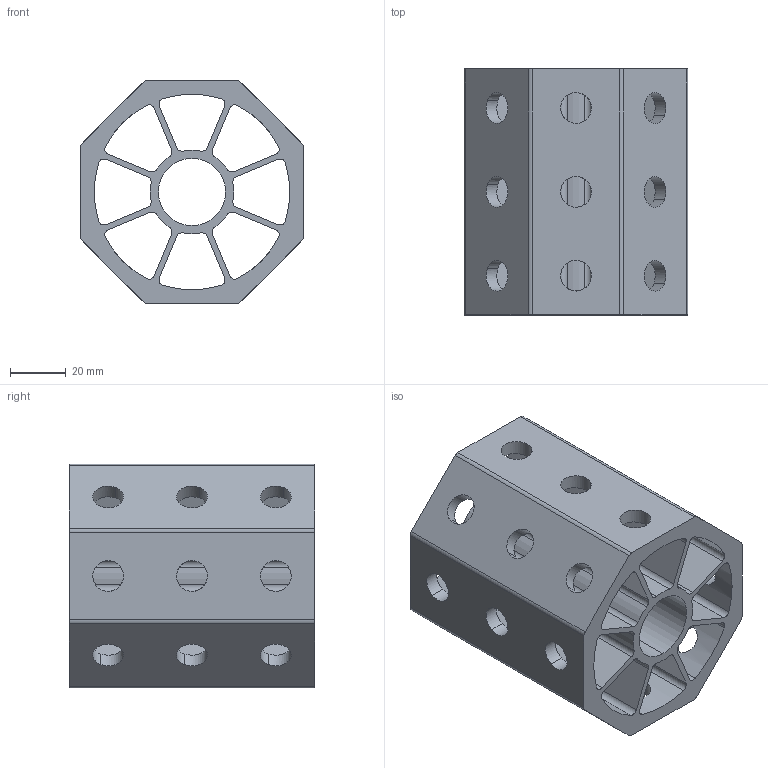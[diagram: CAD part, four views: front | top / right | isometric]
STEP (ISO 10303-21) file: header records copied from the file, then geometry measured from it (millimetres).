
FILE_DESCRIPTION(('CATIA V5 STEP Exchange'),'2;1');
FILE_NAME('AEGT001_SW80_REV.stp','2017-07-05T23:43:02+00:00',('none'),('none'),'CATIA Version 5 Release 21 GA (IN-10)','CATIA V5 STEP AP203','none');
FILE_SCHEMA(('CONFIG_CONTROL_DESIGN'));
Length unit declared in the file: millimetre
Products named in the file (1): AEGT001_SW80_REV_01
Bounding box: 80 x 88 x 80 mm (x, y, z)
Volume: 169035.7 mm3; surface area: 84495.9 mm2
Topology: 1 solids, 1 shells, 132 faces, 390 edges, 260 vertices
Faces by surface type: cylinder 106, plane 26
Entity records: 4939 total; most frequent: CARTESIAN_POINT 1430, ORIENTED_EDGE 780, DIRECTION 556, EDGE_CURVE 390, AXIS2_PLACEMENT_3D 272, VERTEX_POINT 260, EDGE_LOOP 198, VECTOR 178
